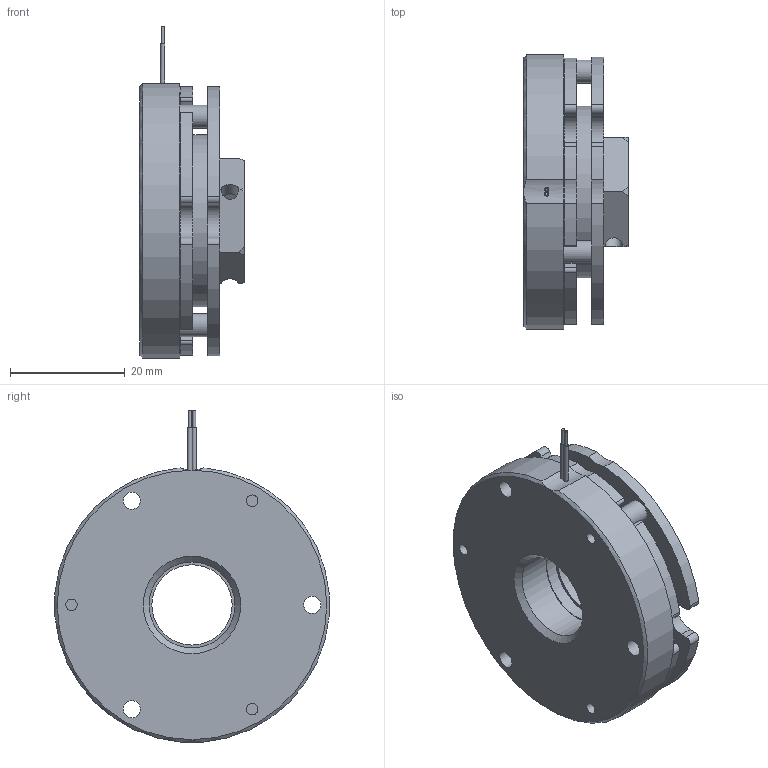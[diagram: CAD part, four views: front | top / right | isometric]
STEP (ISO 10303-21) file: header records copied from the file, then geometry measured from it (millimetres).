
FILE_DESCRIPTION (( 'STEP AP203' ), '1' );
FILE_NAME ('20335 - UTSEB-189-24.7-M14.STEP', '2021-10-06T16:45:08', ( '' ), ( '' ), 'SwSTEP 2.0', 'SolidWorks 2021', '' );
FILE_SCHEMA (( 'CONFIG_CONTROL_DESIGN' ));
Length unit declared in the file: millimetre
Products named in the file (7): 20335 ARMATURE; 20335 FRICTION DISC; 20335 HUB; 20335 - UTSEB-189-24.7-M14; 20335 BACKPLATE; 20335 MAGBODY; 20335 SPACER
Assembly tree (8 placements, depth 2):
  20335 - UTSEB-189-24.7-M14
    20335 MAGBODY
    20335 HUB
    20335 ARMATURE
    20335 FRICTION DISC
    20335 BACKPLATE
    20335 SPACER  x3
Bounding box: 18.25 x 47.82 x 57.91 mm (x, y, z)
Volume: 19250.6 mm3; surface area: 13924.9 mm2
Topology: 9 solids, 9 shells, 130 faces, 329 edges, 218 vertices
Faces by surface type: cylinder 65, plane 63, cone 2
Full cylindrical faces by diameter (mm): 0.5 x2, 0.762 x2, 2 x6, 3 x5, 4 x3, 14 x1, 15 x2, 25.4 x1, 30 x1
Entity records: 4641 total; most frequent: CARTESIAN_POINT 777, DIRECTION 672, ORIENTED_EDGE 594, EDGE_CURVE 297, AXIS2_PLACEMENT_3D 251, VERTEX_POINT 210, EDGE_LOOP 171, VECTOR 170
